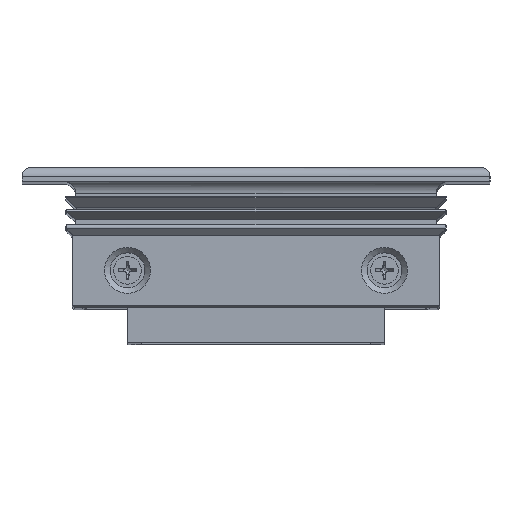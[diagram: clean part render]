
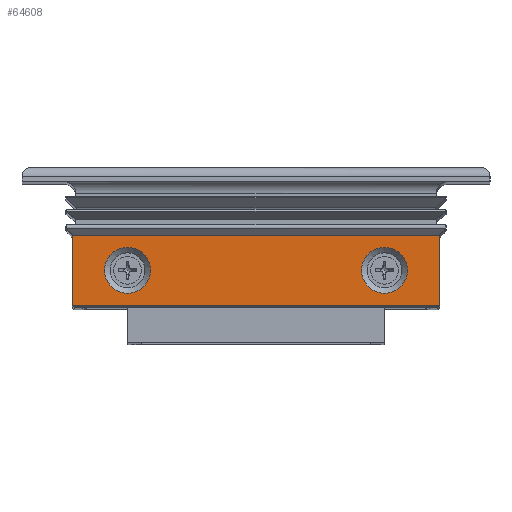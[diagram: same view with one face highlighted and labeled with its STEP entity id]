
A CAD part, top view. The second image highlights one B-rep face of the part: STEP entity #64608.
In plain terms, the highlighted face is planar.
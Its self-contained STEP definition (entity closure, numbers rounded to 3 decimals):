
#85=FACE_BOUND('',#21491,.T.);
#86=FACE_BOUND('',#21492,.T.);
#8631=PLANE('',#77458);
#15037=FACE_OUTER_BOUND('',#21490,.T.);
#21490=EDGE_LOOP('',(#55524,#55525,#55526,#55527));
#21491=EDGE_LOOP('',(#55528));
#21492=EDGE_LOOP('',(#55529));
#23974=LINE('',#119100,#26513);
#23975=LINE('',#119102,#26514);
#23976=LINE('',#119104,#26515);
#23977=LINE('',#119105,#26516);
#26513=VECTOR('',#101177,10.);
#26514=VECTOR('',#101178,10.);
#26515=VECTOR('',#101179,10.);
#26516=VECTOR('',#101180,10.);
#30827=CIRCLE('',#77456,2.5);
#30829=CIRCLE('',#77459,2.5);
#35254=VERTEX_POINT('',#119092);
#35256=VERTEX_POINT('',#119098);
#35257=VERTEX_POINT('',#119099);
#35258=VERTEX_POINT('',#119101);
#35259=VERTEX_POINT('',#119103);
#35260=VERTEX_POINT('',#119106);
#42042=EDGE_CURVE('',#35254,#35254,#30827,.T.);
#42045=EDGE_CURVE('',#35256,#35257,#23974,.T.);
#42046=EDGE_CURVE('',#35257,#35258,#23975,.T.);
#42047=EDGE_CURVE('',#35258,#35259,#23976,.T.);
#42048=EDGE_CURVE('',#35256,#35259,#23977,.T.);
#42049=EDGE_CURVE('',#35260,#35260,#30829,.T.);
#55524=ORIENTED_EDGE('',*,*,#42045,.T.);
#55525=ORIENTED_EDGE('',*,*,#42046,.T.);
#55526=ORIENTED_EDGE('',*,*,#42047,.T.);
#55527=ORIENTED_EDGE('',*,*,#42048,.F.);
#55528=ORIENTED_EDGE('',*,*,#42049,.F.);
#55529=ORIENTED_EDGE('',*,*,#42042,.F.);
#64608=ADVANCED_FACE('',(#15037,#85,#86),#8631,.T.);
#77456=AXIS2_PLACEMENT_3D('',#119093,#101170,#101171);
#77458=AXIS2_PLACEMENT_3D('',#119097,#101175,#101176);
#77459=AXIS2_PLACEMENT_3D('',#119107,#101181,#101182);
#101170=DIRECTION('center_axis',(-1.,0.,0.));
#101171=DIRECTION('ref_axis',(0.,1.,0.));
#101175=DIRECTION('center_axis',(-1.,0.,0.));
#101176=DIRECTION('ref_axis',(0.,-1.,0.));
#101177=DIRECTION('',(0.,-1.,0.));
#101178=DIRECTION('',(0.,0.,1.));
#101179=DIRECTION('',(0.,1.,0.));
#101180=DIRECTION('',(0.,0.,1.));
#101181=DIRECTION('center_axis',(-1.,0.,0.));
#101182=DIRECTION('ref_axis',(0.,1.,0.));
#119092=CARTESIAN_POINT('',(-21.711,-6.234,14.));
#119093=CARTESIAN_POINT('Origin',(-21.711,-3.734,14.));
#119097=CARTESIAN_POINT('Origin',(-21.711,0.05,
0.));
#119098=CARTESIAN_POINT('',(-21.711,0.05,-20.));
#119099=CARTESIAN_POINT('',(-21.711,-7.534,-20.));
#119100=CARTESIAN_POINT('',(-21.711,3.758,-20.));
#119101=CARTESIAN_POINT('',(-21.711,-7.534,20.));
#119102=CARTESIAN_POINT('',(-21.711,-7.534,0.));
#119103=CARTESIAN_POINT('',(-21.711,0.05,20.));
#119104=CARTESIAN_POINT('',(-21.711,3.758,20.));
#119105=CARTESIAN_POINT('',(-21.711,0.05,0.));
#119106=CARTESIAN_POINT('',(-21.711,-6.234,-14.));
#119107=CARTESIAN_POINT('Origin',(-21.711,-3.734,-14.));
